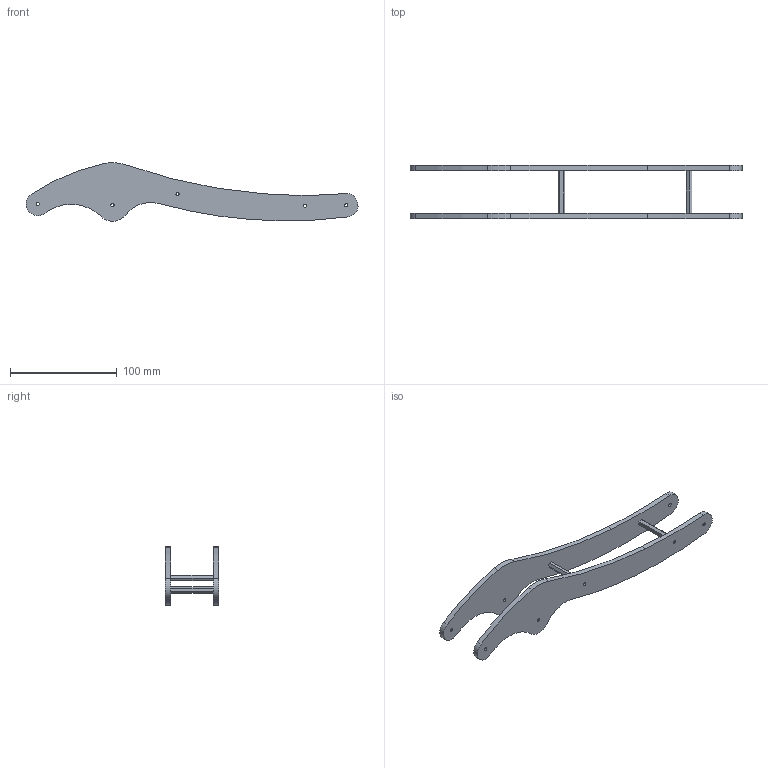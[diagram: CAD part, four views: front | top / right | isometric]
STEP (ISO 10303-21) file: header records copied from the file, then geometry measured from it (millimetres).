
FILE_DESCRIPTION (( 'STEP AP203' ), '1' );
FILE_NAME ('Link3.step_Default_sldprt.STEP', '2024-10-18T06:09:05', ( '' ), ( '' ), 'SwSTEP 2.0', 'SolidWorks 2023', '' );
FILE_SCHEMA (( 'CONFIG_CONTROL_DESIGN' ));
Length unit declared in the file: millimetre
Products named in the file (1): Link3.step_Default_sldprt
Bounding box: 311.19 x 50 x 54.88 mm (x, y, z)
Volume: 89489.4 mm3; surface area: 44713.4 mm2
Topology: 4 solids, 4 shells, 70 faces, 186 edges, 124 vertices
Faces by surface type: cylinder 50, plane 20
Entity records: 2349 total; most frequent: DIRECTION 428, CARTESIAN_POINT 381, ORIENTED_EDGE 372, EDGE_CURVE 186, AXIS2_PLACEMENT_3D 171, VERTEX_POINT 124, CIRCLE 100, EDGE_LOOP 94
